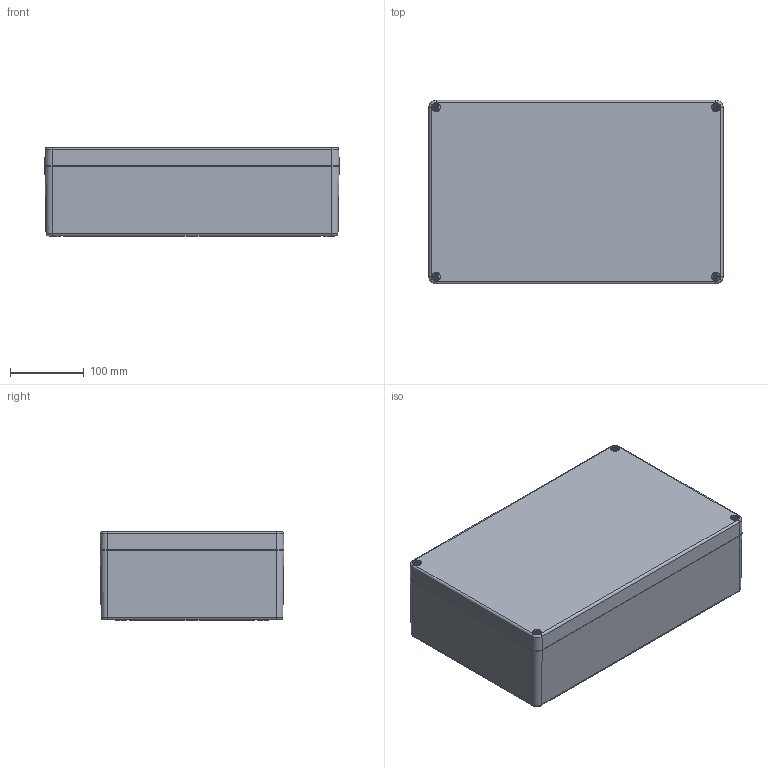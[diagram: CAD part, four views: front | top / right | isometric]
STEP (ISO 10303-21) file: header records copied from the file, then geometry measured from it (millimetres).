
FILE_DESCRIPTION((''),'2;1');
FILE_NAME('3211101760-MBP-Ex-leer_402512_VE.stp','2014-05-16T13:26:13',('robin.rentz'),(''),'Autodesk Inventor 2012','Autodesk Inventor 2012','');
FILE_SCHEMA(('AUTOMOTIVE_DESIGN { 1 0 10303 214 1 1 1 1 }'));
Length unit declared in the file: millimetre
Products named in the file (5): 3211101760-MBP-Ex-leer_402512_VE; 3211101760-UT_402512_VE; 3211101760-OT_402512_VE; Schraube BM 6x30; xxx-O-Ring-MBP_402512
Assembly tree (7 placements, depth 2):
  3211101760-MBP-Ex-leer_402512_VE
    3211101760-UT_402512_VE
    3211101760-OT_402512_VE
    Schraube BM 6x30  x4
    xxx-O-Ring-MBP_402512
Bounding box: 399.99 x 249.99 x 121 mm (x, y, z)
Volume: 2145981.4 mm3; surface area: 729810.7 mm2
Topology: 7 solids, 7 shells, 1335 faces, 3305 edges, 2046 vertices
Faces by surface type: plane 431, cylinder 286, bspline 266, torus 220, cone 128, sphere 4
Full cylindrical faces by diameter (mm): 4.917 x10, 5 x4, 6 x4, 6.5 x4, 7 x4, 7.5 x4, 10 x4, 11 x4, 12 x4
Entity records: 37069 total; most frequent: CARTESIAN_POINT 10156, ORIENTED_EDGE 5738, DIRECTION 5065, EDGE_CURVE 2869, AXIS2_PLACEMENT_3D 1825, VERTEX_POINT 1820, VECTOR 1415, LINE 1415
